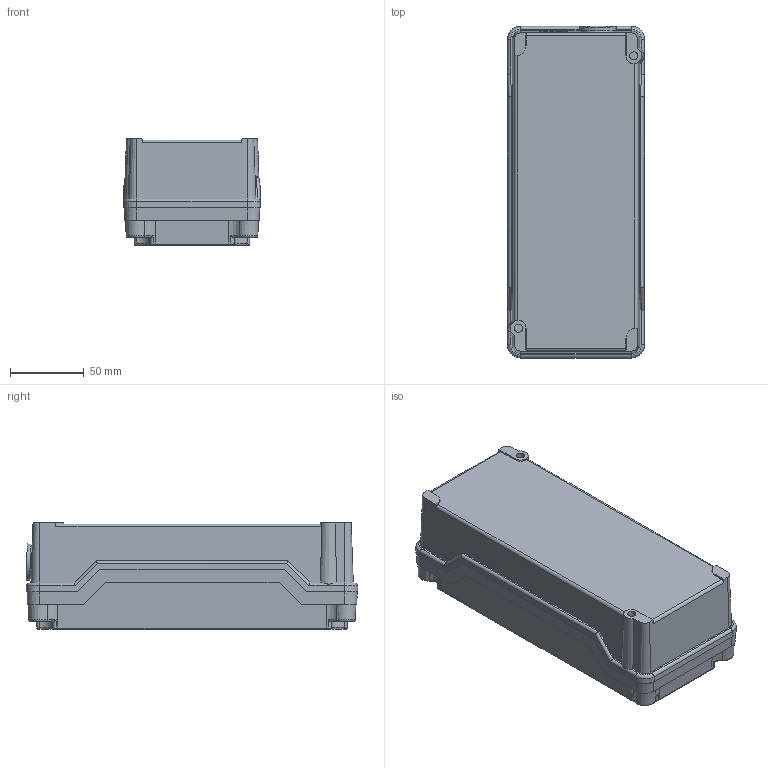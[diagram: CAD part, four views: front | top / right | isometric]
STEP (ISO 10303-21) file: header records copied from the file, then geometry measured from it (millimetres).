
FILE_DESCRIPTION((''),'2;1');
FILE_NAME('1004G13.stp','2007-11-21T10:49:44',('Philipp'),(''),'Autodesk Inventor 2008','Autodesk Inventor 2008','');
FILE_SCHEMA(('AUTOMOTIVE_DESIGN { 1 0 10303 214 1 1 1 1 }'));
Length unit declared in the file: millimetre
Products named in the file (8): 1004G13; enclosure_back; enclosure_front; DIN 125-1 B B 4; ISO 7045 Z M4 x 5 - 4.8 - Z; ISO 7045 H M3.5 x 25 - 4.8 - H; washer; M20
Assembly tree (12 placements, depth 2):
  1004G13
    enclosure_back
    enclosure_front
    DIN 125-1 B B 4  x2
    ISO 7045 Z M4 x 5 - 4.8 - Z  x2
    ISO 7045 H M3.5 x 25 - 4.8 - H  x4
    washer
    M20
Bounding box: 93 x 225.13 x 72.5 mm (x, y, z)
Volume: 413797.6 mm3; surface area: 165670 mm2
Topology: 12 solids, 12 shells, 515 faces, 1354 edges, 882 vertices
Faces by surface type: plane 204, cone 120, cylinder 77, torus 59, bspline 49, sphere 6
Full cylindrical faces by diameter (mm): 3.175 x4, 3.5 x8, 3.621 x2, 4 x2, 4.3 x2, 9 x2, 19 x2, 24.75 x1, 30 x4
Entity records: 13936 total; most frequent: CARTESIAN_POINT 4608, ORIENTED_EDGE 1916, DIRECTION 1836, EDGE_CURVE 958, AXIS2_PLACEMENT_3D 708, VERTEX_POINT 653, EDGE_LOOP 465, VECTOR 420
